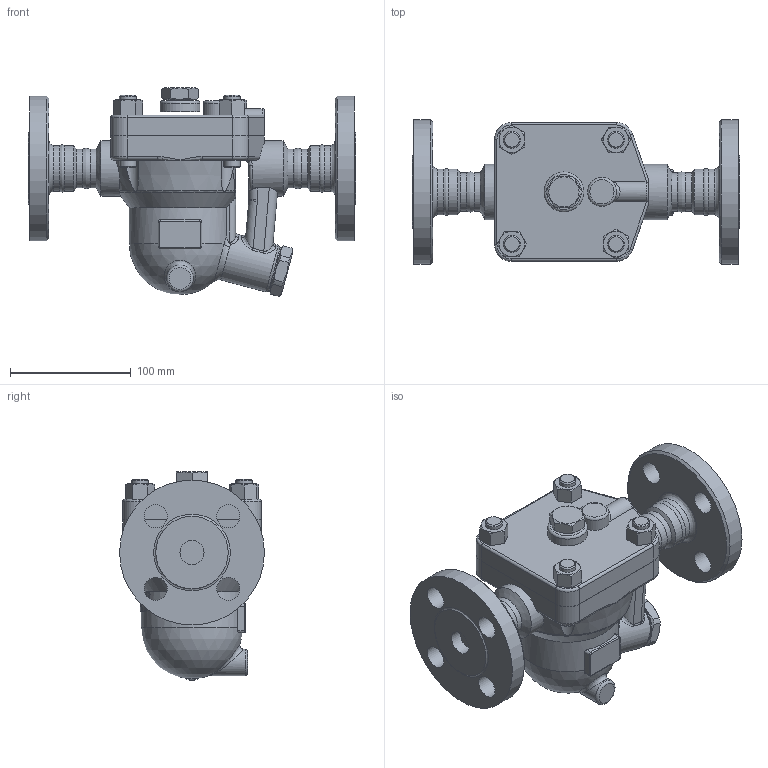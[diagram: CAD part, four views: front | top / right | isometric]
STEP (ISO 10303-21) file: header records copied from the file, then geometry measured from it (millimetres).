
FILE_DESCRIPTION((''),'2;1');
FILE_NAME('j5slp-020-jis40-00.stp','2010-08-23T09:39:07',('nakaot'),(''),'Autodesk Inventor 2008','Autodesk Inventor 2008','');
FILE_SCHEMA(('AUTOMOTIVE_DESIGN { 1 0 10303 214 1 1 1 1 }'));
Length unit declared in the file: millimetre
Products named in the file (1): j5slp-020-jis40-00
Bounding box: 271 x 120 x 173.12 mm (x, y, z)
Volume: 1777393.1 mm3; surface area: 182526 mm2
Topology: 2 solids, 3 shells, 358 faces, 865 edges, 543 vertices
Faces by surface type: plane 117, cylinder 91, bspline 80, cone 51, torus 18, sphere 1
Full cylindrical faces by diameter (mm): 14 x12, 19 x4, 20 x1, 21 x1, 22 x1, 24 x1, 31.912 x1, 32 x2, 33 x1, 38 x3, 40 x1, 46 x2, 80 x1, 120 x1
Entity records: 20813 total; most frequent: CARTESIAN_POINT 13379, ORIENTED_EDGE 1532, DIRECTION 1416, EDGE_CURVE 766, AXIS2_PLACEMENT_3D 598, VERTEX_POINT 520, EDGE_LOOP 490, FACE_OUTER_BOUND 356
